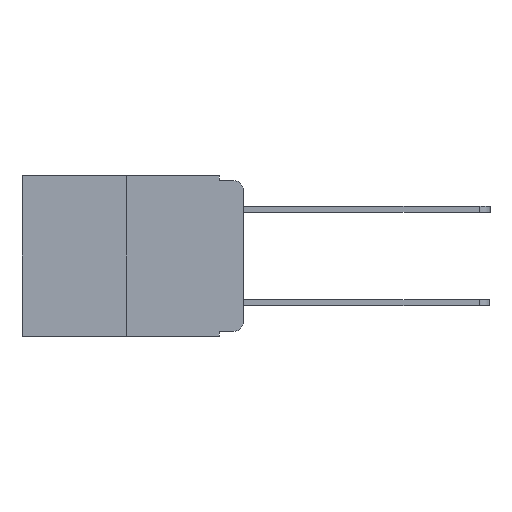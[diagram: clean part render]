
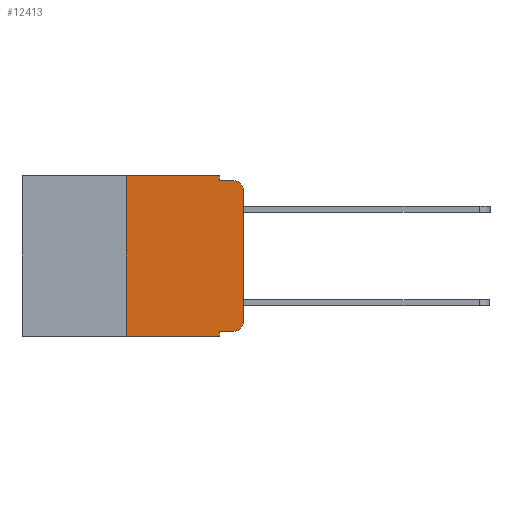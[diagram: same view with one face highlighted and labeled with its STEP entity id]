
A CAD part, left-side view. The second image highlights one B-rep face of the part: STEP entity #12413.
In plain terms, the highlighted planar face has unit normal (-1, 0, 0).
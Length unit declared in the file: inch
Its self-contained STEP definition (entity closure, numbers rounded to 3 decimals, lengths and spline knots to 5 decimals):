
#249 = EDGE_CURVE ( 'NONE', #6199, #7038, #293, .T. ) ;
#293 = LINE ( 'NONE', #18308, #9145 ) ;
#315 = AXIS2_PLACEMENT_3D ( 'NONE', #2402, #15979, #5867 ) ;
#710 = VECTOR ( 'NONE', #8139, 39.37008 ) ;
#1431 = VERTEX_POINT ( 'NONE', #17594 ) ;
#1498 = CARTESIAN_POINT ( 'NONE',  ( 0., 0.473, 0. ) ) ;
#1863 = DIRECTION ( 'NONE',  ( 0., 0., 1. ) ) ;
#1913 = CIRCLE ( 'NONE', #6182, 0.02 ) ;
#2039 = DIRECTION ( 'NONE',  ( -1., 0., 0. ) ) ;
#2064 = EDGE_CURVE ( 'NONE', #6340, #6199, #1913, .T. ) ;
#2141 = VECTOR ( 'NONE', #8799, 39.37008 ) ;
#2402 = CARTESIAN_POINT ( 'NONE',  ( 0., 0.473, 0. ) ) ;
#2494 = LINE ( 'NONE', #16505, #710 ) ;
#3216 = EDGE_CURVE ( 'NONE', #9975, #6340, #6708, .T. ) ;
#3293 = DIRECTION ( 'NONE',  ( 0., -1., 0. ) ) ;
#4416 = ORIENTED_EDGE ( 'NONE', *, *, #10281, .F. ) ;
#4604 = EDGE_LOOP ( 'NONE', ( #12669, #17105, #6301, #16852, #4416, #9526, #16074, #16598, #10344, #14019 ) ) ;
#4684 = VECTOR ( 'NONE', #1863, 39.37008 ) ;
#5045 = CARTESIAN_POINT ( 'NONE',  ( 0., 0., -0.313 ) ) ;
#5734 = VECTOR ( 'NONE', #11621, 39.37008 ) ;
#5780 = LINE ( 'NONE', #17072, #4684 ) ;
#5867 = DIRECTION ( 'NONE',  ( 0., 0., -1. ) ) ;
#5924 = DIRECTION ( 'NONE',  ( -1., 0., 0. ) ) ;
#6182 = AXIS2_PLACEMENT_3D ( 'NONE', #16034, #5924, #12687 ) ;
#6199 = VERTEX_POINT ( 'NONE', #5045 ) ;
#6232 = DIRECTION ( 'NONE',  ( 0., -1., 0. ) ) ;
#6301 = ORIENTED_EDGE ( 'NONE', *, *, #16833, .F. ) ;
#6316 = DIRECTION ( 'NONE',  ( 0., 0., -1. ) ) ;
#6332 = FACE_OUTER_BOUND ( 'NONE', #4604, .T. ) ;
#6340 = VERTEX_POINT ( 'NONE', #15561 ) ;
#6382 = CARTESIAN_POINT ( 'NONE',  ( 0., 0.02, -0.01 ) ) ;
#6393 = VECTOR ( 'NONE', #6232, 39.37008 ) ;
#6668 = EDGE_CURVE ( 'NONE', #9975, #19856, #9000, .T. ) ;
#6708 = LINE ( 'NONE', #13210, #2141 ) ;
#6824 = CARTESIAN_POINT ( 'NONE',  ( 0., 0.051, -0.343 ) ) ;
#6941 = LINE ( 'NONE', #12985, #6393 ) ;
#7038 = VERTEX_POINT ( 'NONE', #17426 ) ;
#7374 = CARTESIAN_POINT ( 'NONE',  ( 0., 0.051, -0.01 ) ) ;
#7819 = EDGE_CURVE ( 'NONE', #10065, #19800, #5780, .T. ) ;
#8139 = DIRECTION ( 'NONE',  ( 0., 0., -1. ) ) ;
#8437 = VECTOR ( 'NONE', #6316, 39.37008 ) ;
#8799 = DIRECTION ( 'NONE',  ( 0., -1., 0. ) ) ;
#8998 = EDGE_CURVE ( 'NONE', #1431, #21259, #2494, .T. ) ;
#9000 = LINE ( 'NONE', #21251, #8437 ) ;
#9145 = VECTOR ( 'NONE', #19068, 39.37008 ) ;
#9526 = ORIENTED_EDGE ( 'NONE', *, *, #7819, .F. ) ;
#9921 = CARTESIAN_POINT ( 'NONE',  ( 0., 0.473, -0.343 ) ) ;
#9975 = VERTEX_POINT ( 'NONE', #10947 ) ;
#10014 = CIRCLE ( 'NONE', #18521, 0.02 ) ;
#10065 = VERTEX_POINT ( 'NONE', #14508 ) ;
#10281 = EDGE_CURVE ( 'NONE', #19800, #1431, #12063, .T. ) ;
#10344 = ORIENTED_EDGE ( 'NONE', *, *, #3216, .T. ) ;
#10830 = LINE ( 'NONE', #9921, #5734 ) ;
#10947 = CARTESIAN_POINT ( 'NONE',  ( 0., 0.051, -0.333 ) ) ;
#11621 = DIRECTION ( 'NONE',  ( 0., -1., 0. ) ) ;
#12063 = LINE ( 'NONE', #1498, #15964 ) ;
#12266 = CARTESIAN_POINT ( 'NONE',  ( 0., 0.02, -0.03 ) ) ;
#12413 = ADVANCED_FACE ( 'NONE', ( #6332 ), #12629, .F. ) ;
#12629 = PLANE ( 'NONE',  #315 ) ;
#12669 = ORIENTED_EDGE ( 'NONE', *, *, #249, .T. ) ;
#12687 = DIRECTION ( 'NONE',  ( 0., 0., -1. ) ) ;
#12985 = CARTESIAN_POINT ( 'NONE',  ( 0., 0.051, -0.01 ) ) ;
#13210 = CARTESIAN_POINT ( 'NONE',  ( 0., 0.051, -0.333 ) ) ;
#13785 = EDGE_CURVE ( 'NONE', #10065, #19856, #10830, .T. ) ;
#13949 = DIRECTION ( 'NONE',  ( 0., 0., -1. ) ) ;
#14019 = ORIENTED_EDGE ( 'NONE', *, *, #2064, .T. ) ;
#14508 = CARTESIAN_POINT ( 'NONE',  ( 0., 0.25, -0.343 ) ) ;
#15561 = CARTESIAN_POINT ( 'NONE',  ( 0., 0.02, -0.333 ) ) ;
#15964 = VECTOR ( 'NONE', #3293, 39.37008 ) ;
#15979 = DIRECTION ( 'NONE',  ( 1., 0., 0. ) ) ;
#16034 = CARTESIAN_POINT ( 'NONE',  ( 0., 0.02, -0.313 ) ) ;
#16074 = ORIENTED_EDGE ( 'NONE', *, *, #13785, .T. ) ;
#16505 = CARTESIAN_POINT ( 'NONE',  ( 0., 0.051, 0. ) ) ;
#16598 = ORIENTED_EDGE ( 'NONE', *, *, #6668, .F. ) ;
#16833 = EDGE_CURVE ( 'NONE', #21259, #19674, #6941, .T. ) ;
#16852 = ORIENTED_EDGE ( 'NONE', *, *, #8998, .F. ) ;
#17072 = CARTESIAN_POINT ( 'NONE',  ( 0., 0.25, 0. ) ) ;
#17105 = ORIENTED_EDGE ( 'NONE', *, *, #21192, .T. ) ;
#17426 = CARTESIAN_POINT ( 'NONE',  ( 0., 0., -0.03 ) ) ;
#17594 = CARTESIAN_POINT ( 'NONE',  ( 0., 0.051, 0. ) ) ;
#18308 = CARTESIAN_POINT ( 'NONE',  ( 0., 0., 0. ) ) ;
#18420 = CARTESIAN_POINT ( 'NONE',  ( 0., 0.25, 0. ) ) ;
#18521 = AXIS2_PLACEMENT_3D ( 'NONE', #12266, #2039, #13949 ) ;
#19068 = DIRECTION ( 'NONE',  ( 0., 0., 1. ) ) ;
#19674 = VERTEX_POINT ( 'NONE', #6382 ) ;
#19800 = VERTEX_POINT ( 'NONE', #18420 ) ;
#19856 = VERTEX_POINT ( 'NONE', #6824 ) ;
#21192 = EDGE_CURVE ( 'NONE', #7038, #19674, #10014, .T. ) ;
#21251 = CARTESIAN_POINT ( 'NONE',  ( 0., 0.051, 0. ) ) ;
#21259 = VERTEX_POINT ( 'NONE', #7374 ) ;
